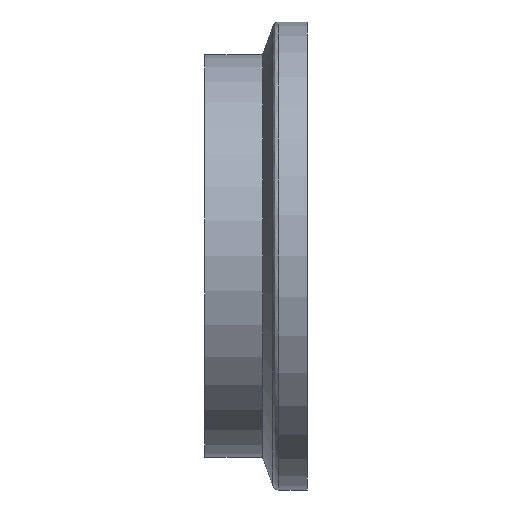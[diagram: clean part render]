
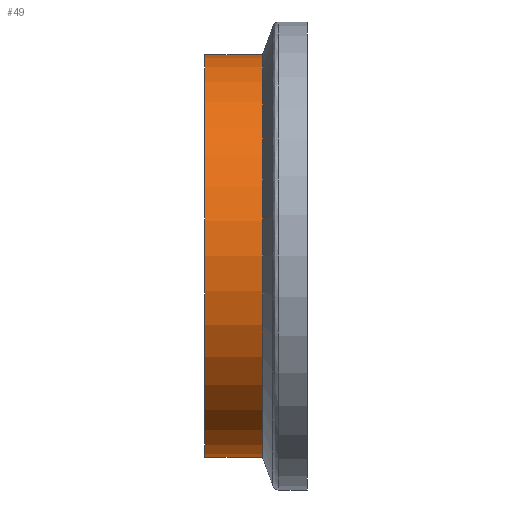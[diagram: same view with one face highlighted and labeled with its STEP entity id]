
A CAD part, front view. The second image highlights one B-rep face of the part: STEP entity #49.
In plain terms, the highlighted cylindrical face has radius 49 mm (diameter 98 mm), a partial arc.
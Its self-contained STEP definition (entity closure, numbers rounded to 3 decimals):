
#49=ADVANCED_FACE('',(#151),#150,.T.);
#150=CYLINDRICAL_SURFACE('',#293,49.);
#151=FACE_OUTER_BOUND('',#294,.T.);
#290=CARTESIAN_POINT('',(0.,0.,0.));
#291=DIRECTION('',(1.,0.,0.));
#292=DIRECTION('',(0.,0.,1.));
#293=AXIS2_PLACEMENT_3D('',#290,#291,#292);
#294=EDGE_LOOP('',(#420,#421,#422,#423));
#420=ORIENTED_EDGE('',*,*,#472,.T.);
#421=ORIENTED_EDGE('',*,*,#473,.F.);
#422=ORIENTED_EDGE('',*,*,#461,.F.);
#423=ORIENTED_EDGE('',*,*,#474,.T.);
#461=EDGE_CURVE('',#543,#542,#550,.T.);
#472=EDGE_CURVE('',#620,#621,#622,.T.);
#473=EDGE_CURVE('',#542,#621,#628,.T.);
#474=EDGE_CURVE('',#543,#620,#634,.T.);
#542=VERTEX_POINT('',#750);
#543=VERTEX_POINT('',#751);
#550=CIRCLE('',#759,49.);
#620=VERTEX_POINT('',#792);
#621=VERTEX_POINT('',#793);
#622=CIRCLE('',#797,49.);
#628=(BOUNDED_CURVE() B_SPLINE_CURVE(1,(#798,#799),.UNSPECIFIED.,.F.,.F.) B_SPLINE_CURVE_WITH_KNOTS((2,2),(0.083,0.917),.UNSPECIFIED.) CURVE() GEOMETRIC_REPRESENTATION_ITEM() RATIONAL_B_SPLINE_CURVE((1.,1.)) REPRESENTATION_ITEM('') );
#634=(BOUNDED_CURVE() B_SPLINE_CURVE(1,(#800,#801),.UNSPECIFIED.,.F.,.F.) B_SPLINE_CURVE_WITH_KNOTS((2,2),(0.083,0.917),.UNSPECIFIED.) CURVE() GEOMETRIC_REPRESENTATION_ITEM() RATIONAL_B_SPLINE_CURVE((0.75,0.75)) REPRESENTATION_ITEM('') );
#750=CARTESIAN_POINT('',(0.,0.,49.));
#751=CARTESIAN_POINT('',(0.,0.,-49.));
#756=CARTESIAN_POINT('',(0.,0.,0.));
#757=DIRECTION('',(-1.,0.,0.));
#758=DIRECTION('',(0.,0.,1.));
#759=AXIS2_PLACEMENT_3D('',#756,#757,#758);
#792=CARTESIAN_POINT('',(14.088,0.,-49.));
#793=CARTESIAN_POINT('',(14.088,0.,49.));
#794=CARTESIAN_POINT('',(14.088,0.,0.));
#795=DIRECTION('',(-1.,0.,0.));
#796=DIRECTION('',(0.,0.,1.));
#797=AXIS2_PLACEMENT_3D('',#794,#795,#796);
#798=CARTESIAN_POINT('',(0.,0.,49.));
#799=CARTESIAN_POINT('',(14.088,0.,49.));
#800=CARTESIAN_POINT('',(0.,0.,-49.));
#801=CARTESIAN_POINT('',(14.088,0.,-49.));
